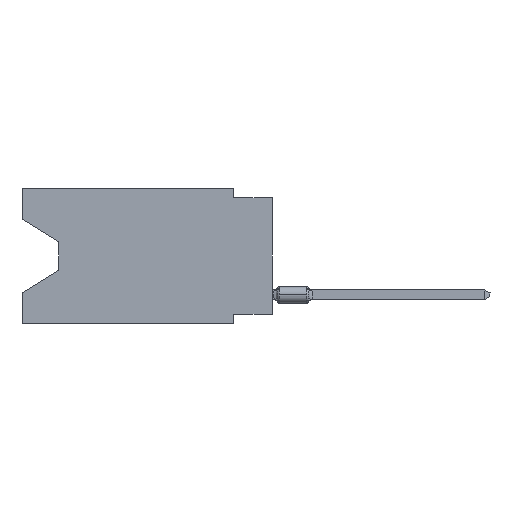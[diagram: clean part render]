
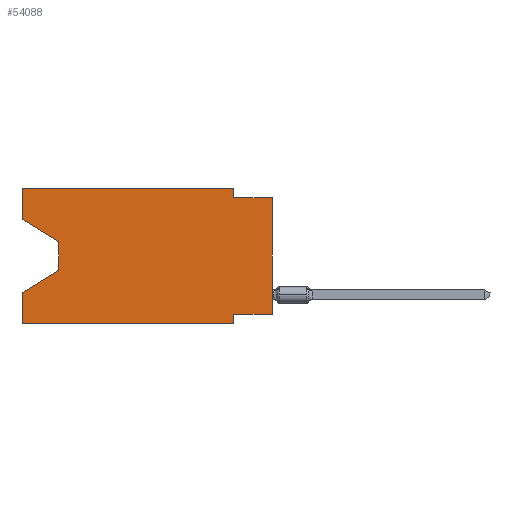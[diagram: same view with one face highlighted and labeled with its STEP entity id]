
A CAD part, left-side view. The second image highlights one B-rep face of the part: STEP entity #54088.
In plain terms, the highlighted planar face has unit normal (-1, 0, 0).
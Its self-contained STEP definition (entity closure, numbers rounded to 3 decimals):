
#3031 = CARTESIAN_POINT ( 'NONE',  ( 0., 16.383, -8.89 ) ) ;
#3244 = CARTESIAN_POINT ( 'NONE',  ( 0., 16.383, 0. ) ) ;
#3434 = CARTESIAN_POINT ( 'NONE',  ( 0., 2.54, -8.89 ) ) ;
#3466 = ORIENTED_EDGE ( 'NONE', *, *, #19464, .F. ) ;
#3502 = VERTEX_POINT ( 'NONE', #3031 ) ;
#4073 = EDGE_CURVE ( 'NONE', #37917, #25656, #40829, .T. ) ;
#4241 = LINE ( 'NONE', #70666, #61747 ) ;
#4279 = EDGE_CURVE ( 'NONE', #17654, #13830, #36345, .T. ) ;
#4359 = VECTOR ( 'NONE', #49936, 1000. ) ;
#4980 = ORIENTED_EDGE ( 'NONE', *, *, #23015, .T. ) ;
#6236 = ORIENTED_EDGE ( 'NONE', *, *, #19930, .T. ) ;
#6262 = LINE ( 'NONE', #38590, #15543 ) ;
#6474 = ORIENTED_EDGE ( 'NONE', *, *, #34775, .F. ) ;
#6580 = CARTESIAN_POINT ( 'NONE',  ( 0., 16.383, 0. ) ) ;
#8282 = VECTOR ( 'NONE', #46057, 1000. ) ;
#9401 = CARTESIAN_POINT ( 'NONE',  ( 0., 0., -0.635 ) ) ;
#12256 = ORIENTED_EDGE ( 'NONE', *, *, #34525, .F. ) ;
#13830 = VERTEX_POINT ( 'NONE', #54074 ) ;
#14168 = LINE ( 'NONE', #70685, #45977 ) ;
#15543 = VECTOR ( 'NONE', #65605, 1000. ) ;
#17654 = VERTEX_POINT ( 'NONE', #18888 ) ;
#18882 = EDGE_LOOP ( 'NONE', ( #73769, #48245, #76470, #3466, #4980, #6474, #80957, #6236, #57872, #63311, #24098, #12256 ) ) ;
#18888 = CARTESIAN_POINT ( 'NONE',  ( 0., 13.97, -3.505 ) ) ;
#19464 = EDGE_CURVE ( 'NONE', #3502, #45243, #42664, .T. ) ;
#19930 = EDGE_CURVE ( 'NONE', #37917, #40977, #84561, .T. ) ;
#20722 = LINE ( 'NONE', #6580, #84923 ) ;
#20886 = DIRECTION ( 'NONE',  ( 0., 1., 0. ) ) ;
#21305 = EDGE_CURVE ( 'NONE', #44003, #17654, #59345, .T. ) ;
#21328 = DIRECTION ( 'NONE',  ( 0., 0., -1. ) ) ;
#22155 = VERTEX_POINT ( 'NONE', #61352 ) ;
#22915 = LINE ( 'NONE', #3434, #4359 ) ;
#23015 = EDGE_CURVE ( 'NONE', #3502, #55450, #67351, .T. ) ;
#24098 = ORIENTED_EDGE ( 'NONE', *, *, #77086, .F. ) ;
#25202 = CARTESIAN_POINT ( 'NONE',  ( 0., 16.383, 0. ) ) ;
#25656 = VERTEX_POINT ( 'NONE', #50259 ) ;
#26481 = FACE_OUTER_BOUND ( 'NONE', #18882, .T. ) ;
#27538 = CARTESIAN_POINT ( 'NONE',  ( 0., 16.383, -2.038 ) ) ;
#27788 = PLANE ( 'NONE',  #65095 ) ;
#30155 = DIRECTION ( 'NONE',  ( 0., 0., 1. ) ) ;
#30652 = VERTEX_POINT ( 'NONE', #25202 ) ;
#31256 = DIRECTION ( 'NONE',  ( 0., 0., -1. ) ) ;
#32019 = VECTOR ( 'NONE', #52319, 1000. ) ;
#33255 = LINE ( 'NONE', #65157, #32019 ) ;
#34158 = CARTESIAN_POINT ( 'NONE',  ( 0., 16.383, -8.89 ) ) ;
#34525 = EDGE_CURVE ( 'NONE', #44003, #30652, #20722, .T. ) ;
#34775 = EDGE_CURVE ( 'NONE', #25656, #55450, #22915, .T. ) ;
#36012 = DIRECTION ( 'NONE',  ( 0., 0., 1. ) ) ;
#36345 = LINE ( 'NONE', #62499, #38146 ) ;
#37917 = VERTEX_POINT ( 'NONE', #85879 ) ;
#38146 = VECTOR ( 'NONE', #21328, 1000. ) ;
#38590 = CARTESIAN_POINT ( 'NONE',  ( 0., 0., -0.635 ) ) ;
#39208 = VECTOR ( 'NONE', #60711, 1000. ) ;
#40829 = LINE ( 'NONE', #66524, #67849 ) ;
#40977 = VERTEX_POINT ( 'NONE', #9401 ) ;
#42664 = LINE ( 'NONE', #3244, #59706 ) ;
#44003 = VERTEX_POINT ( 'NONE', #27538 ) ;
#45243 = VERTEX_POINT ( 'NONE', #75707 ) ;
#45977 = VECTOR ( 'NONE', #69052, 1000. ) ;
#46057 = DIRECTION ( 'NONE',  ( 0., -0.855, -0.519 ) ) ;
#48245 = ORIENTED_EDGE ( 'NONE', *, *, #4279, .T. ) ;
#49936 = DIRECTION ( 'NONE',  ( 0., 0., -1. ) ) ;
#50259 = CARTESIAN_POINT ( 'NONE',  ( 0., 2.54, -8.255 ) ) ;
#52319 = DIRECTION ( 'NONE',  ( 0., -1., 0. ) ) ;
#54074 = CARTESIAN_POINT ( 'NONE',  ( 0., 13.97, -5.385 ) ) ;
#54088 = ADVANCED_FACE ( 'NONE', ( #26481 ), #27788, .F. ) ;
#55450 = VERTEX_POINT ( 'NONE', #68973 ) ;
#57872 = ORIENTED_EDGE ( 'NONE', *, *, #67783, .F. ) ;
#59345 = LINE ( 'NONE', #79700, #8282 ) ;
#59706 = VECTOR ( 'NONE', #36012, 1000. ) ;
#60711 = DIRECTION ( 'NONE',  ( 0., -1., 0. ) ) ;
#61352 = CARTESIAN_POINT ( 'NONE',  ( 0., 2.54, 0. ) ) ;
#61747 = VECTOR ( 'NONE', #31256, 1000. ) ;
#62499 = CARTESIAN_POINT ( 'NONE',  ( 0., 13.97, -3.505 ) ) ;
#63311 = ORIENTED_EDGE ( 'NONE', *, *, #83641, .F. ) ;
#63791 = CARTESIAN_POINT ( 'NONE',  ( 0., 0., 0. ) ) ;
#65095 = AXIS2_PLACEMENT_3D ( 'NONE', #87124, #72982, #74717 ) ;
#65157 = CARTESIAN_POINT ( 'NONE',  ( 0., 16.383, 0. ) ) ;
#65605 = DIRECTION ( 'NONE',  ( 0., -1., 0. ) ) ;
#66200 = CARTESIAN_POINT ( 'NONE',  ( 0., 2.54, -0.635 ) ) ;
#66524 = CARTESIAN_POINT ( 'NONE',  ( 0., 0., -8.255 ) ) ;
#67351 = LINE ( 'NONE', #34158, #39208 ) ;
#67783 = EDGE_CURVE ( 'NONE', #83690, #40977, #6262, .T. ) ;
#67849 = VECTOR ( 'NONE', #20886, 1000. ) ;
#68973 = CARTESIAN_POINT ( 'NONE',  ( 0., 2.54, -8.89 ) ) ;
#69052 = DIRECTION ( 'NONE',  ( 0., 0.855, -0.519 ) ) ;
#70666 = CARTESIAN_POINT ( 'NONE',  ( 0., 2.54, 0. ) ) ;
#70685 = CARTESIAN_POINT ( 'NONE',  ( 0., 13.97, -5.385 ) ) ;
#72982 = DIRECTION ( 'NONE',  ( 1., 0., 0. ) ) ;
#73769 = ORIENTED_EDGE ( 'NONE', *, *, #21305, .T. ) ;
#74717 = DIRECTION ( 'NONE',  ( 0., 0., -1. ) ) ;
#75707 = CARTESIAN_POINT ( 'NONE',  ( 0., 16.383, -6.852 ) ) ;
#76470 = ORIENTED_EDGE ( 'NONE', *, *, #79836, .T. ) ;
#77086 = EDGE_CURVE ( 'NONE', #30652, #22155, #33255, .T. ) ;
#79600 = VECTOR ( 'NONE', #30155, 1000. ) ;
#79700 = CARTESIAN_POINT ( 'NONE',  ( 0., 16.383, -2.038 ) ) ;
#79836 = EDGE_CURVE ( 'NONE', #13830, #45243, #14168, .T. ) ;
#80957 = ORIENTED_EDGE ( 'NONE', *, *, #4073, .F. ) ;
#81374 = DIRECTION ( 'NONE',  ( 0., 0., 1. ) ) ;
#83641 = EDGE_CURVE ( 'NONE', #22155, #83690, #4241, .T. ) ;
#83690 = VERTEX_POINT ( 'NONE', #66200 ) ;
#84561 = LINE ( 'NONE', #63791, #79600 ) ;
#84923 = VECTOR ( 'NONE', #81374, 1000. ) ;
#85879 = CARTESIAN_POINT ( 'NONE',  ( 0., 0., -8.255 ) ) ;
#87124 = CARTESIAN_POINT ( 'NONE',  ( 0., 16.383, 0. ) ) ;
